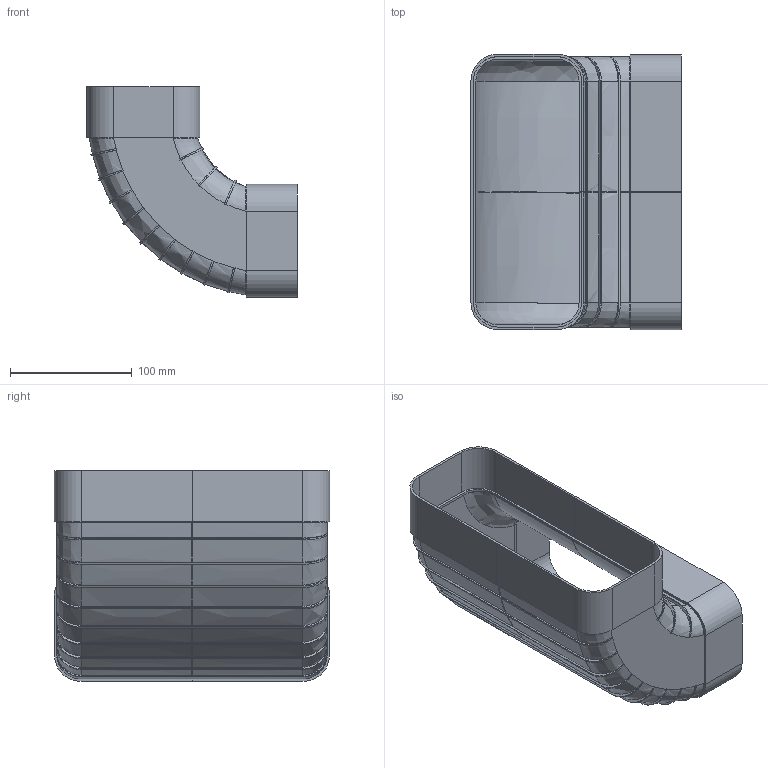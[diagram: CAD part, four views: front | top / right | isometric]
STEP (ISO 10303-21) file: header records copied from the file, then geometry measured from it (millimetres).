
FILE_DESCRIPTION(('STEP AP214'),'1');
FILE_NAME('.STP','2020-07-24T12:43:57',(' '),(' '),'Spatial InterOp 3D',' ',' ');
FILE_SCHEMA(('AUTOMOTIVE_DESIGN { 1 0 10303 214 1 1 1 1 }'));
Length unit declared in the file: millimetre
Products named in the file (1): Sweep-Körper
Bounding box: 172.93 x 226.51 x 173.47 mm (x, y, z)
Volume: 254209.6 mm3; surface area: 264634.8 mm2
Topology: 1 solids, 1 shells, 311 faces, 926 edges, 603 vertices
Faces by surface type: plane 142, cylinder 78, bspline 68, extrusion 23
Entity records: 30669 total; most frequent: CARTESIAN_POINT 22989, ORIENTED_EDGE 1852, DIRECTION 1224, EDGE_CURVE 926, VERTEX_POINT 603, VECTOR 460, LINE 437, AXIS2_PLACEMENT_3D 382
